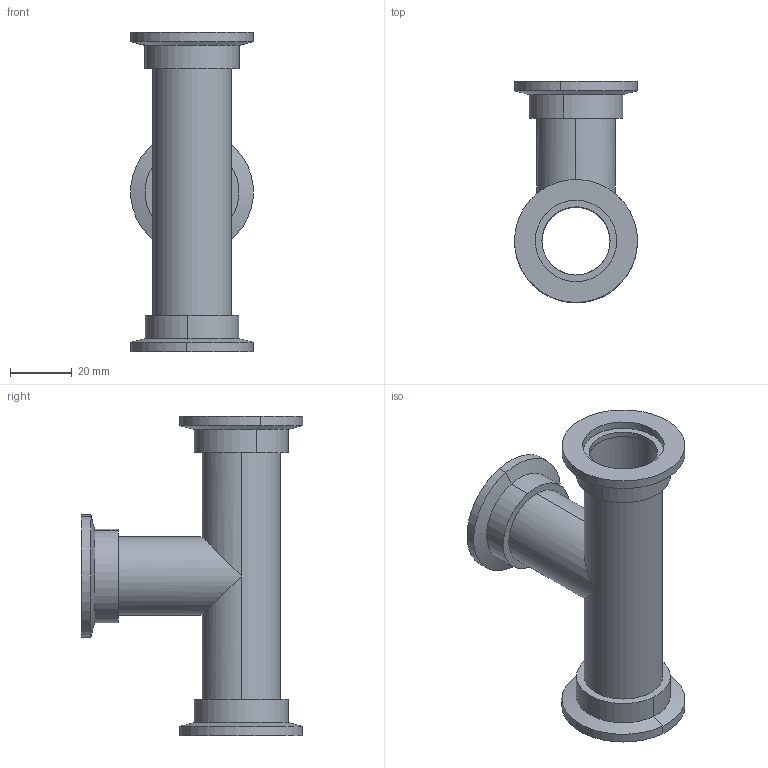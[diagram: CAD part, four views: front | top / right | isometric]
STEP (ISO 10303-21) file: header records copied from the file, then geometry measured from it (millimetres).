
FILE_DESCRIPTION (( 'STEP AP214' ), '1' );
FILE_NAME ('724001.STEP', '2023-12-30T04:56:12', ( '' ), ( '' ), 'SwSTEP 2.0', 'SolidWorks 2022', '' );
FILE_SCHEMA (( 'AUTOMOTIVE_DESIGN' ));
Length unit declared in the file: inch
Products named in the file (3): 713002; 404501; 724001
Assembly tree (4 placements, depth 2):
  724001
    404501
    713002  x3
Bounding box: 39.87 x 71.75 x 103.63 mm (x, y, z)
Volume: 29707.8 mm3; surface area: 30777 mm2
Topology: 4 solids, 4 shells, 61 faces, 128 edges, 80 vertices
Faces by surface type: cylinder 40, plane 15, cone 6
Entity records: 958 total; most frequent: CARTESIAN_POINT 164, DIRECTION 160, ORIENTED_EDGE 128, AXIS2_PLACEMENT_3D 68, EDGE_CURVE 64, VERTEX_POINT 40, EDGE_LOOP 36, CIRCLE 32
